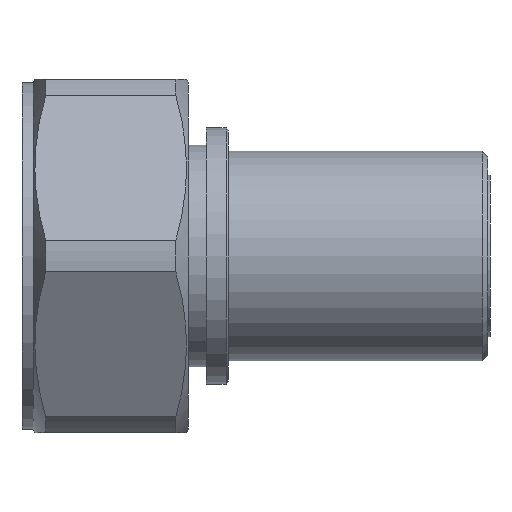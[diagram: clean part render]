
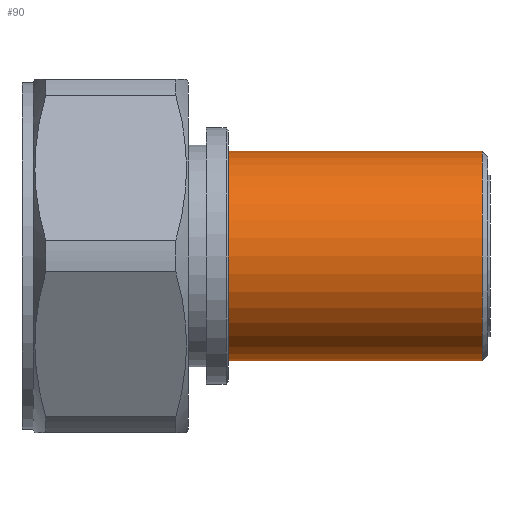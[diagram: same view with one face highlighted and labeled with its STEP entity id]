
A CAD part, front view. The second image highlights one B-rep face of the part: STEP entity #90.
In plain terms, the highlighted cylindrical face has radius 9.45 mm (diameter 18.9 mm), a partial arc.
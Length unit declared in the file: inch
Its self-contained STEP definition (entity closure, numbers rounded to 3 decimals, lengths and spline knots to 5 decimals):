
#78 = CARTESIAN_POINT ( 'NONE',  ( 0.71727, 0., -0.37205 ) ) ;
#90 = ADVANCED_FACE ( 'NONE', ( #1746 ), #540, .T. ) ;
#110 = VERTEX_POINT ( 'NONE', #78 ) ;
#123 = CARTESIAN_POINT ( 'NONE',  ( 1.63853, 0., 0.37205 ) ) ;
#178 = ORIENTED_EDGE ( 'NONE', *, *, #2634, .T. ) ;
#203 = DIRECTION ( 'NONE',  ( 0., 0., -1. ) ) ;
#304 = DIRECTION ( 'NONE',  ( -1., 0., 0. ) ) ;
#383 = AXIS2_PLACEMENT_3D ( 'NONE', #432, #2133, #203 ) ;
#432 = CARTESIAN_POINT ( 'NONE',  ( 1.61884, 0., 0. ) ) ;
#540 = CYLINDRICAL_SURFACE ( 'NONE', #819, 0.37205 ) ;
#587 = ORIENTED_EDGE ( 'NONE', *, *, #1411, .T. ) ;
#667 = VERTEX_POINT ( 'NONE', #1950 ) ;
#702 = VERTEX_POINT ( 'NONE', #2987 ) ;
#781 = CIRCLE ( 'NONE', #383, 0.37205 ) ;
#797 = ORIENTED_EDGE ( 'NONE', *, *, #1771, .T. ) ;
#819 = AXIS2_PLACEMENT_3D ( 'NONE', #1029, #304, #2732 ) ;
#980 = DIRECTION ( 'NONE',  ( 1., 0., 0. ) ) ;
#999 = VERTEX_POINT ( 'NONE', #2388 ) ;
#1029 = CARTESIAN_POINT ( 'NONE',  ( 1.63853, 0., 0. ) ) ;
#1411 = EDGE_CURVE ( 'NONE', #999, #702, #781, .T. ) ;
#1451 = ORIENTED_EDGE ( 'NONE', *, *, #2172, .F. ) ;
#1531 = DIRECTION ( 'NONE',  ( -1., 0., 0. ) ) ;
#1595 = LINE ( 'NONE', #2751, #1828 ) ;
#1746 = FACE_OUTER_BOUND ( 'NONE', #2074, .T. ) ;
#1771 = EDGE_CURVE ( 'NONE', #702, #667, #2960, .T. ) ;
#1828 = VECTOR ( 'NONE', #1531, 39.37008 ) ;
#1840 = AXIS2_PLACEMENT_3D ( 'NONE', #3142, #980, #2887 ) ;
#1950 = CARTESIAN_POINT ( 'NONE',  ( 0.71727, 0., 0.37205 ) ) ;
#2074 = EDGE_LOOP ( 'NONE', ( #1451, #587, #797, #178 ) ) ;
#2079 = DIRECTION ( 'NONE',  ( -1., 0., 0. ) ) ;
#2133 = DIRECTION ( 'NONE',  ( -1., 0., 0. ) ) ;
#2172 = EDGE_CURVE ( 'NONE', #999, #110, #1595, .T. ) ;
#2312 = VECTOR ( 'NONE', #2079, 39.37008 ) ;
#2388 = CARTESIAN_POINT ( 'NONE',  ( 1.61884, 0., -0.37205 ) ) ;
#2506 = CIRCLE ( 'NONE', #1840, 0.37205 ) ;
#2634 = EDGE_CURVE ( 'NONE', #667, #110, #2506, .T. ) ;
#2732 = DIRECTION ( 'NONE',  ( 0., 0., 1. ) ) ;
#2751 = CARTESIAN_POINT ( 'NONE',  ( 1.63853, 0., -0.37205 ) ) ;
#2887 = DIRECTION ( 'NONE',  ( 0., 0., -1. ) ) ;
#2960 = LINE ( 'NONE', #123, #2312 ) ;
#2987 = CARTESIAN_POINT ( 'NONE',  ( 1.61884, 0., 0.37205 ) ) ;
#3142 = CARTESIAN_POINT ( 'NONE',  ( 0.71727, 0., 0. ) ) ;
